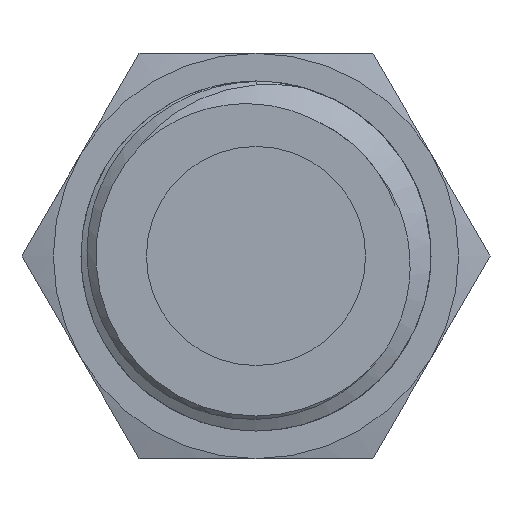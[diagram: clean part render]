
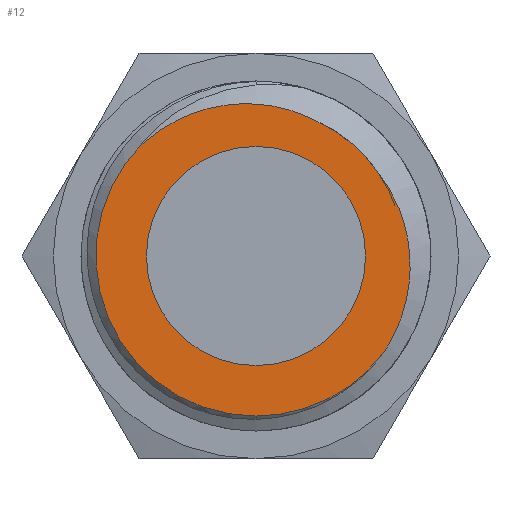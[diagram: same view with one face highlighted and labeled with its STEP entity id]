
A CAD part, front view. The second image highlights one B-rep face of the part: STEP entity #12.
In plain terms, the highlighted planar face has unit normal (0, -1, 0).
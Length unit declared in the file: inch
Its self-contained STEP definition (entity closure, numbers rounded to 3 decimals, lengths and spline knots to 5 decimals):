
#12 = ADVANCED_FACE ( 'NONE', ( #496, #908 ), #1769, .T. ) ;
#28 = EDGE_CURVE ( 'NONE', #211, #1336, #416, .T. ) ;
#49 = CARTESIAN_POINT ( 'NONE',  ( 0.11813, -0.4, 0.27275 ) ) ;
#50 = CARTESIAN_POINT ( 'NONE',  ( 0.24502, -0.4, 0.16826 ) ) ;
#55 = DIRECTION ( 'NONE',  ( 0., 0., -1. ) ) ;
#70 = CARTESIAN_POINT ( 'NONE',  ( 0.1043, -0.4, 0.27984 ) ) ;
#81 = CARTESIAN_POINT ( 'NONE',  ( 0.09002, -0.4, 0.28581 ) ) ;
#92 = CARTESIAN_POINT ( 'NONE',  ( 0.06055, -0.4, 0.29555 ) ) ;
#102 = CARTESIAN_POINT ( 'NONE',  ( 0.04553, -0.4, 0.29925 ) ) ;
#114 = CARTESIAN_POINT ( 'NONE',  ( 0.01532, -0.4, 0.30431 ) ) ;
#122 = CARTESIAN_POINT ( 'NONE',  ( 0.00007, -0.4, 0.30569 ) ) ;
#165 = CARTESIAN_POINT ( 'NONE',  ( 0.30715, -0.4, 0.02256 ) ) ;
#211 = VERTEX_POINT ( 'NONE', #353 ) ;
#219 = CIRCLE ( 'NONE', #2508, 0.22 ) ;
#221 = CARTESIAN_POINT ( 'NONE',  ( 0., -0.4, -0.22 ) ) ;
#261 = CARTESIAN_POINT ( 'NONE',  ( -0.03073, -0.4, 0.3061 ) ) ;
#279 = CARTESIAN_POINT ( 'NONE',  ( -0.04633, -0.4, 0.30509 ) ) ;
#291 = CARTESIAN_POINT ( 'NONE',  ( -0.07677, -0.4, 0.30085 ) ) ;
#317 = CARTESIAN_POINT ( 'NONE',  ( -0.09174, -0.4, 0.29763 ) ) ;
#327 = CARTESIAN_POINT ( 'NONE',  ( -0.1212, -0.4, 0.289 ) ) ;
#339 = CARTESIAN_POINT ( 'NONE',  ( -0.1358, -0.4, 0.28353 ) ) ;
#349 = VERTEX_POINT ( 'NONE', #1646 ) ;
#351 = CARTESIAN_POINT ( 'NONE',  ( -0.17784, -0.4, 0.26412 ) ) ;
#353 = CARTESIAN_POINT ( 'NONE',  ( 0., -0.4, -0.3215 ) ) ;
#360 = CARTESIAN_POINT ( 'NONE',  ( 0.24502, -0.4, 0.16826 ) ) ;
#373 = CARTESIAN_POINT ( 'NONE',  ( -0.22672, -0.4, 0.22672 ) ) ;
#406 = CARTESIAN_POINT ( 'NONE',  ( 0.30999, -0.4, -0.02549 ) ) ;
#416 = CIRCLE ( 'NONE', #1129, 0.3215 ) ;
#418 = CARTESIAN_POINT ( 'NONE',  ( 0., -0.4, 0. ) ) ;
#461 = EDGE_LOOP ( 'NONE', ( #2723, #2189 ) ) ;
#496 = FACE_BOUND ( 'NONE', #461, .T. ) ;
#513 = CARTESIAN_POINT ( 'NONE',  ( -0.20349, -0.4, 0.24736 ) ) ;
#518 = DIRECTION ( 'NONE',  ( 0., -1., 0. ) ) ;
#578 = VERTEX_POINT ( 'NONE', #1619 ) ;
#667 = CARTESIAN_POINT ( 'NONE',  ( 0.30527, -0.4, -0.0733 ) ) ;
#680 = DIRECTION ( 'NONE',  ( 0., 0., -1. ) ) ;
#685 = B_SPLINE_CURVE_WITH_KNOTS ( 'NONE', 3,
 ( #794, #2179, #1287, #2802, #1502, #50 ),
 .UNSPECIFIED., .F., .F.,
 ( 4, 2, 4 ),
 ( 0., 0.00212, 0.00424 ),
 .UNSPECIFIED. ) ;
#794 = CARTESIAN_POINT ( 'NONE',  ( 0.11813, -0.4, 0.27275 ) ) ;
#822 = EDGE_CURVE ( 'NONE', #349, #1019, #2016, .T. ) ;
#907 = CARTESIAN_POINT ( 'NONE',  ( 0.26505, -0.4, 0.14285 ) ) ;
#908 = FACE_OUTER_BOUND ( 'NONE', #2364, .T. ) ;
#917 = CARTESIAN_POINT ( 'NONE',  ( 0.29341, -0.4, -0.11984 ) ) ;
#967 = AXIS2_PLACEMENT_3D ( 'NONE', #1696, #1784, #1793 ) ;
#1019 = VERTEX_POINT ( 'NONE', #2861 ) ;
#1062 = ORIENTED_EDGE ( 'NONE', *, *, #1602, .F. ) ;
#1070 = EDGE_CURVE ( 'NONE', #2665, #1208, #219, .T. ) ;
#1129 = AXIS2_PLACEMENT_3D ( 'NONE', #2023, #1949, #1980 ) ;
#1159 = CARTESIAN_POINT ( 'NONE',  ( 0.24502, -0.4, 0.16826 ) ) ;
#1171 = CARTESIAN_POINT ( 'NONE',  ( 0.27462, -0.4, -0.16415 ) ) ;
#1208 = VERTEX_POINT ( 'NONE', #2117 ) ;
#1235 = EDGE_CURVE ( 'NONE', #349, #578, #1902, .T. ) ;
#1250 = ORIENTED_EDGE ( 'NONE', *, *, #2766, .F. ) ;
#1287 = CARTESIAN_POINT ( 'NONE',  ( 0.16749, -0.4, 0.24712 ) ) ;
#1336 = VERTEX_POINT ( 'NONE', #1684 ) ;
#1391 = CARTESIAN_POINT ( 'NONE',  ( 0.2804, -0.4, 0.1149 ) ) ;
#1398 = CARTESIAN_POINT ( 'NONE',  ( 0.25823, -0.4, -0.19152 ) ) ;
#1447 = CARTESIAN_POINT ( 'NONE',  ( 0., -0.4, 0. ) ) ;
#1502 = CARTESIAN_POINT ( 'NONE',  ( 0.22929, -0.4, 0.19117 ) ) ;
#1509 = DIRECTION ( 'NONE',  ( 0., -1., 0. ) ) ;
#1602 = EDGE_CURVE ( 'NONE', #2410, #1336, #2626, .T. ) ;
#1608 = CARTESIAN_POINT ( 'NONE',  ( 0.30113, -0.4, 0.05389 ) ) ;
#1619 = CARTESIAN_POINT ( 'NONE',  ( -0.22733, -0.4, 0.22733 ) ) ;
#1646 = CARTESIAN_POINT ( 'NONE',  ( -0.22672, -0.4, 0.22672 ) ) ;
#1684 = CARTESIAN_POINT ( 'NONE',  ( 0.25823, -0.4, -0.19152 ) ) ;
#1696 = CARTESIAN_POINT ( 'NONE',  ( 0., -0.4, 0. ) ) ;
#1769 = PLANE ( 'NONE',  #967 ) ;
#1784 = DIRECTION ( 'NONE',  ( 0., -1., 0. ) ) ;
#1793 = DIRECTION ( 'NONE',  ( 0., 0., -1. ) ) ;
#1842 = CARTESIAN_POINT ( 'NONE',  ( 0.30894, -0.4, 0.00668 ) ) ;
#1873 = CIRCLE ( 'NONE', #2547, 0.22 ) ;
#1893 = EDGE_CURVE ( 'NONE', #1208, #2665, #1873, .T. ) ;
#1902 = LINE ( 'NONE', #1447, #2483 ) ;
#1928 = ORIENTED_EDGE ( 'NONE', *, *, #28, .T. ) ;
#1938 = CARTESIAN_POINT ( 'NONE',  ( 0., -0.4, 0. ) ) ;
#1949 = DIRECTION ( 'NONE',  ( 0., -1., 0. ) ) ;
#1980 = DIRECTION ( 'NONE',  ( 0., 0., -1. ) ) ;
#2016 = B_SPLINE_CURVE_WITH_KNOTS ( 'NONE', 3,
 ( #373, #513, #351, #339, #327, #317, #291, #279, #261, #122, #114, #102, #92, #81, #70, #49 ),
 .UNSPECIFIED., .F., .F.,
 ( 4, 2, 2, 2, 2, 2, 2, 4 ),
 ( 0., 0.00233, 0.0035, 0.00467, 0.00584, 0.007, 0.00817, 0.00934 ),
 .UNSPECIFIED. ) ;
#2023 = CARTESIAN_POINT ( 'NONE',  ( 0., -0.4, 0. ) ) ;
#2050 = CIRCLE ( 'NONE', #2361, 0.3215 ) ;
#2058 = ORIENTED_EDGE ( 'NONE', *, *, #1235, .T. ) ;
#2074 = CARTESIAN_POINT ( 'NONE',  ( 0.30922, -0.4, -0.04163 ) ) ;
#2080 = DIRECTION ( 'NONE',  ( 0., -1., 0. ) ) ;
#2117 = CARTESIAN_POINT ( 'NONE',  ( 0., -0.4, 0.22 ) ) ;
#2163 = DIRECTION ( 'NONE',  ( 0., 0., -1. ) ) ;
#2179 = CARTESIAN_POINT ( 'NONE',  ( 0.14364, -0.4, 0.2617 ) ) ;
#2189 = ORIENTED_EDGE ( 'NONE', *, *, #1893, .F. ) ;
#2249 = EDGE_CURVE ( 'NONE', #578, #211, #2050, .T. ) ;
#2287 = CARTESIAN_POINT ( 'NONE',  ( 0.30212, -0.4, -0.08895 ) ) ;
#2295 = ORIENTED_EDGE ( 'NONE', *, *, #2249, .T. ) ;
#2361 = AXIS2_PLACEMENT_3D ( 'NONE', #2807, #1509, #55 ) ;
#2364 = EDGE_LOOP ( 'NONE', ( #1062, #1250, #2490, #2058, #2295, #1928 ) ) ;
#2410 = VERTEX_POINT ( 'NONE', #360 ) ;
#2483 = VECTOR ( 'NONE', #2937, 39.37008 ) ;
#2490 = ORIENTED_EDGE ( 'NONE', *, *, #822, .F. ) ;
#2497 = CARTESIAN_POINT ( 'NONE',  ( 0.28783, -0.4, -0.13507 ) ) ;
#2508 = AXIS2_PLACEMENT_3D ( 'NONE', #418, #2080, #680 ) ;
#2547 = AXIS2_PLACEMENT_3D ( 'NONE', #1938, #518, #2163 ) ;
#2626 = B_SPLINE_CURVE_WITH_KNOTS ( 'NONE', 3,
 ( #1159, #907, #1391, #2883, #1608, #165, #1842, #406, #2074, #667, #2287, #917, #2497, #1171, #2700, #1398 ),
 .UNSPECIFIED., .F., .F.,
 ( 4, 2, 2, 2, 2, 2, 2, 4 ),
 ( 0., 0.00243, 0.00364, 0.00486, 0.00607, 0.00729, 0.0085, 0.00972 ),
 .UNSPECIFIED. ) ;
#2665 = VERTEX_POINT ( 'NONE', #221 ) ;
#2700 = CARTESIAN_POINT ( 'NONE',  ( 0.26695, -0.4, -0.17812 ) ) ;
#2723 = ORIENTED_EDGE ( 'NONE', *, *, #1070, .F. ) ;
#2766 = EDGE_CURVE ( 'NONE', #1019, #2410, #685, .T. ) ;
#2802 = CARTESIAN_POINT ( 'NONE',  ( 0.21038, -0.4, 0.2118 ) ) ;
#2807 = CARTESIAN_POINT ( 'NONE',  ( 0., -0.4, 0. ) ) ;
#2861 = CARTESIAN_POINT ( 'NONE',  ( 0.11813, -0.4, 0.27275 ) ) ;
#2883 = CARTESIAN_POINT ( 'NONE',  ( 0.29688, -0.4, 0.0694 ) ) ;
#2937 = DIRECTION ( 'NONE',  ( -0.707, 0., 0.707 ) ) ;
